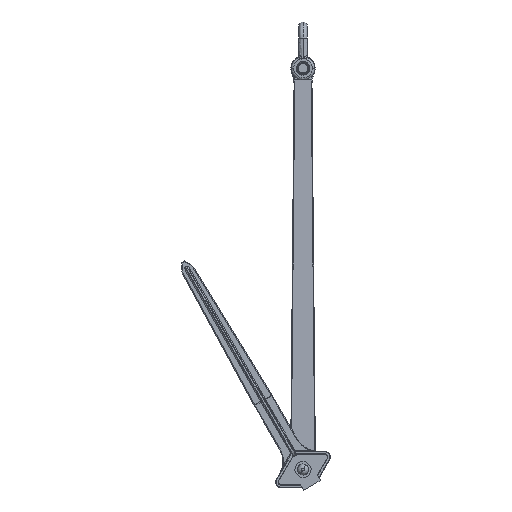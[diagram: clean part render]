
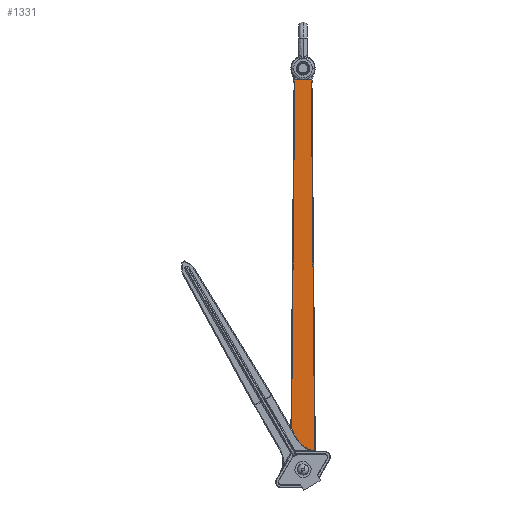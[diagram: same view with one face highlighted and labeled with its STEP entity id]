
A CAD part, front view. The second image highlights one B-rep face of the part: STEP entity #1331.
In plain terms, the highlighted free-form (B-spline) face has degree [1, 1] with [2, 2] control points.
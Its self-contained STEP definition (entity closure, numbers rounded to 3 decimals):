
#1289 = VERTEX_POINT('',#1290);
#1290 = CARTESIAN_POINT('',(-37.561,-25.269,
    49.171));
#1312 = VERTEX_POINT('',#1313);
#1313 = CARTESIAN_POINT('',(37.561,-25.269,
    49.171));
#1318 = EDGE_CURVE('',#1312,#1289,#1319,.T.);
#1319 = B_SPLINE_CURVE_WITH_KNOTS('',1,(#1320,#1321),.UNSPECIFIED.,.F.,
  .F.,(2,2),(-27.5,27.5),.PIECEWISE_BEZIER_KNOTS.);
#1320 = CARTESIAN_POINT('',(37.561,-25.269,
    49.171));
#1321 = CARTESIAN_POINT('',(-37.561,-25.269,
    49.171));
#1331 = ADVANCED_FACE('',(#1332),#1390,.T.);
#1332 = FACE_BOUND('',#1333,.T.);
#1333 = EDGE_LOOP('',(#1334,#1335,#1342,#1349,#1360,#1367,#1378,#1385));
#1334 = ORIENTED_EDGE('',*,*,#1318,.F.);
#1335 = ORIENTED_EDGE('',*,*,#1336,.T.);
#1336 = EDGE_CURVE('',#1312,#1337,#1339,.T.);
#1337 = VERTEX_POINT('',#1338);
#1338 = CARTESIAN_POINT('',(37.561,-25.23,
    58.731));
#1339 = B_SPLINE_CURVE_WITH_KNOTS('',1,(#1340,#1341),.UNSPECIFIED.,.F.,
  .F.,(2,2),(-3.5,3.5),.PIECEWISE_BEZIER_KNOTS.);
#1340 = CARTESIAN_POINT('',(37.561,-25.269,
    49.171));
#1341 = CARTESIAN_POINT('',(37.561,-25.23,
    58.731));
#1342 = ORIENTED_EDGE('',*,*,#1343,.T.);
#1343 = EDGE_CURVE('',#1337,#1344,#1346,.T.);
#1344 = VERTEX_POINT('',#1345);
#1345 = CARTESIAN_POINT('',(26.748,-20.401,
    1240.964));
#1346 = B_SPLINE_CURVE_WITH_KNOTS('',1,(#1347,#1348),.UNSPECIFIED.,.F.,
  .F.,(2,2),(-432.799,432.799),.PIECEWISE_BEZIER_KNOTS.);
#1347 = CARTESIAN_POINT('',(37.561,-25.23,
    58.731));
#1348 = CARTESIAN_POINT('',(26.748,-20.401,
    1240.964));
#1349 = ORIENTED_EDGE('',*,*,#1350,.F.);
#1350 = EDGE_CURVE('',#1351,#1344,#1353,.T.);
#1351 = VERTEX_POINT('',#1352);
#1352 = CARTESIAN_POINT('',(27.563,-20.351,
    1253.184));
#1353 = B_SPLINE_CURVE_WITH_KNOTS('',5,(#1354,#1355,#1356,#1357,#1358,
    #1359),.UNSPECIFIED.,.F.,.F.,(6,6),(48.876,61.409),
  .PIECEWISE_BEZIER_KNOTS.);
#1354 = CARTESIAN_POINT('',(27.563,-20.351,
    1253.184));
#1355 = CARTESIAN_POINT('',(27.215,-20.361,
    1250.757));
#1356 = CARTESIAN_POINT('',(26.96,-20.371,
    1248.317));
#1357 = CARTESIAN_POINT('',(26.796,-20.381,
    1245.868));
#1358 = CARTESIAN_POINT('',(26.726,-20.391,
    1243.415));
#1359 = CARTESIAN_POINT('',(26.748,-20.401,
    1240.964));
#1360 = ORIENTED_EDGE('',*,*,#1361,.F.);
#1361 = EDGE_CURVE('',#1362,#1351,#1364,.T.);
#1362 = VERTEX_POINT('',#1363);
#1363 = CARTESIAN_POINT('',(-27.563,-20.351,
    1253.184));
#1364 = B_SPLINE_CURVE_WITH_KNOTS('',1,(#1365,#1366),.UNSPECIFIED.,.F.,
  .F.,(2,2),(-20.18,20.18),.PIECEWISE_BEZIER_KNOTS.);
#1365 = CARTESIAN_POINT('',(-27.563,-20.351,
    1253.184));
#1366 = CARTESIAN_POINT('',(27.563,-20.351,
    1253.184));
#1367 = ORIENTED_EDGE('',*,*,#1368,.T.);
#1368 = EDGE_CURVE('',#1362,#1369,#1371,.T.);
#1369 = VERTEX_POINT('',#1370);
#1370 = CARTESIAN_POINT('',(-26.748,-20.401,
    1240.964));
#1371 = B_SPLINE_CURVE_WITH_KNOTS('',5,(#1372,#1373,#1374,#1375,#1376,
    #1377),.UNSPECIFIED.,.F.,.F.,(6,6),(48.876,61.409),
  .PIECEWISE_BEZIER_KNOTS.);
#1372 = CARTESIAN_POINT('',(-27.563,-20.351,
    1253.184));
#1373 = CARTESIAN_POINT('',(-27.215,-20.361,
    1250.757));
#1374 = CARTESIAN_POINT('',(-26.96,-20.371,
    1248.317));
#1375 = CARTESIAN_POINT('',(-26.796,-20.381,
    1245.868));
#1376 = CARTESIAN_POINT('',(-26.726,-20.391,
    1243.415));
#1377 = CARTESIAN_POINT('',(-26.748,-20.401,
    1240.964));
#1378 = ORIENTED_EDGE('',*,*,#1379,.F.);
#1379 = EDGE_CURVE('',#1380,#1369,#1382,.T.);
#1380 = VERTEX_POINT('',#1381);
#1381 = CARTESIAN_POINT('',(-37.561,-25.23,
    58.731));
#1382 = B_SPLINE_CURVE_WITH_KNOTS('',1,(#1383,#1384),.UNSPECIFIED.,.F.,
  .F.,(2,2),(-432.799,432.799),.PIECEWISE_BEZIER_KNOTS.);
#1383 = CARTESIAN_POINT('',(-37.561,-25.23,
    58.731));
#1384 = CARTESIAN_POINT('',(-26.748,-20.401,
    1240.964));
#1385 = ORIENTED_EDGE('',*,*,#1386,.F.);
#1386 = EDGE_CURVE('',#1289,#1380,#1387,.T.);
#1387 = B_SPLINE_CURVE_WITH_KNOTS('',1,(#1388,#1389),.UNSPECIFIED.,.F.,
  .F.,(2,2),(-3.5,3.5),.PIECEWISE_BEZIER_KNOTS.);
#1388 = CARTESIAN_POINT('',(-37.561,-25.269,
    49.171));
#1389 = CARTESIAN_POINT('',(-37.561,-25.23,
    58.731));
#1390 = B_SPLINE_SURFACE_WITH_KNOTS('',1,1,(
    (#1391,#1392)
    ,(#1393,#1394
    )),.UNSPECIFIED.,.F.,.F.,.F.,(2,2),(2,2),(0.,881.507),(-27.5
    ,27.5),.PIECEWISE_BEZIER_KNOTS.);
#1391 = CARTESIAN_POINT('',(-37.561,-20.351,
    1253.184));
#1392 = CARTESIAN_POINT('',(37.561,-20.351,
    1253.184));
#1393 = CARTESIAN_POINT('',(-37.561,-25.269,
    49.171));
#1394 = CARTESIAN_POINT('',(37.561,-25.269,
    49.171));
